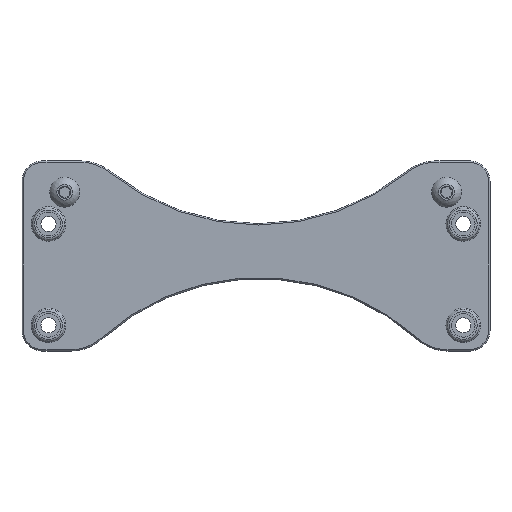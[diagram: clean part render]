
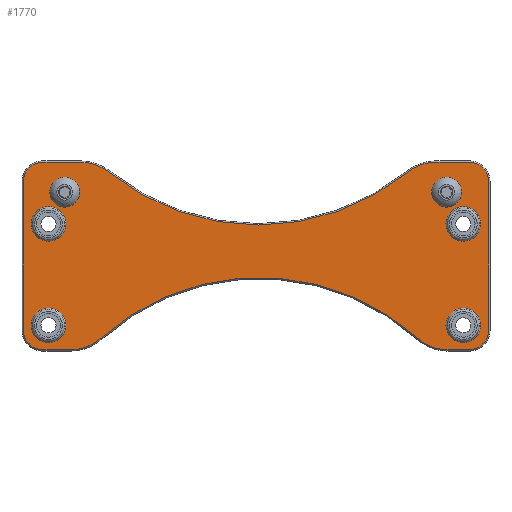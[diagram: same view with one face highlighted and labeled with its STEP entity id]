
A CAD part, top view. The second image highlights one B-rep face of the part: STEP entity #1770.
In plain terms, the highlighted planar face has unit normal (0, 0, 1).
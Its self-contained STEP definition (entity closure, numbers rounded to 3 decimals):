
#49=FACE_BOUND('',#284,.T.);
#50=FACE_BOUND('',#285,.T.);
#51=FACE_BOUND('',#286,.T.);
#52=FACE_BOUND('',#287,.T.);
#53=FACE_BOUND('',#288,.T.);
#54=FACE_BOUND('',#289,.T.);
#70=PLANE('',#1934);
#149=FACE_OUTER_BOUND('',#283,.T.);
#283=EDGE_LOOP('',(#1240,#1241,#1242,#1243,#1244,#1245,#1246,#1247,#1248,
#1249,#1250,#1251,#1252,#1253,#1254,#1255));
#284=EDGE_LOOP('',(#1256));
#285=EDGE_LOOP('',(#1257));
#286=EDGE_LOOP('',(#1258));
#287=EDGE_LOOP('',(#1259));
#288=EDGE_LOOP('',(#1260));
#289=EDGE_LOOP('',(#1261));
#436=LINE('',#2849,#564);
#437=LINE('',#2853,#565);
#438=LINE('',#2857,#566);
#439=LINE('',#2865,#567);
#440=LINE('',#2869,#568);
#441=LINE('',#2872,#569);
#564=VECTOR('',#2224,10.);
#565=VECTOR('',#2227,10.);
#566=VECTOR('',#2230,10.);
#567=VECTOR('',#2237,10.);
#568=VECTOR('',#2240,10.);
#569=VECTOR('',#2243,10.);
#701=CIRCLE('',#1933,1.95);
#702=CIRCLE('',#1935,8.75);
#703=CIRCLE('',#1936,45.25);
#704=CIRCLE('',#1937,8.75);
#705=CIRCLE('',#1938,3.75);
#706=CIRCLE('',#1939,3.75);
#707=CIRCLE('',#1940,8.75);
#708=CIRCLE('',#1941,45.25);
#709=CIRCLE('',#1942,8.75);
#710=CIRCLE('',#1943,3.75);
#711=CIRCLE('',#1944,3.75);
#712=CIRCLE('',#1945,1.95);
#713=CIRCLE('',#1946,3.3);
#714=CIRCLE('',#1947,3.3);
#715=CIRCLE('',#1948,3.3);
#716=CIRCLE('',#1949,3.3);
#824=VERTEX_POINT('',#2837);
#825=VERTEX_POINT('',#2841);
#826=VERTEX_POINT('',#2842);
#827=VERTEX_POINT('',#2844);
#828=VERTEX_POINT('',#2846);
#829=VERTEX_POINT('',#2848);
#830=VERTEX_POINT('',#2850);
#831=VERTEX_POINT('',#2852);
#832=VERTEX_POINT('',#2854);
#833=VERTEX_POINT('',#2856);
#834=VERTEX_POINT('',#2858);
#835=VERTEX_POINT('',#2860);
#836=VERTEX_POINT('',#2862);
#837=VERTEX_POINT('',#2864);
#838=VERTEX_POINT('',#2866);
#839=VERTEX_POINT('',#2868);
#840=VERTEX_POINT('',#2870);
#841=VERTEX_POINT('',#2873);
#842=VERTEX_POINT('',#2875);
#843=VERTEX_POINT('',#2877);
#844=VERTEX_POINT('',#2879);
#845=VERTEX_POINT('',#2881);
#975=EDGE_CURVE('',#824,#824,#701,.T.);
#977=EDGE_CURVE('',#825,#826,#702,.T.);
#978=EDGE_CURVE('',#827,#825,#703,.T.);
#979=EDGE_CURVE('',#828,#827,#704,.T.);
#980=EDGE_CURVE('',#829,#828,#436,.T.);
#981=EDGE_CURVE('',#830,#829,#705,.T.);
#982=EDGE_CURVE('',#831,#830,#437,.T.);
#983=EDGE_CURVE('',#832,#831,#706,.T.);
#984=EDGE_CURVE('',#833,#832,#438,.T.);
#985=EDGE_CURVE('',#834,#833,#707,.T.);
#986=EDGE_CURVE('',#835,#834,#708,.T.);
#987=EDGE_CURVE('',#836,#835,#709,.T.);
#988=EDGE_CURVE('',#837,#836,#439,.T.);
#989=EDGE_CURVE('',#838,#837,#710,.T.);
#990=EDGE_CURVE('',#839,#838,#440,.T.);
#991=EDGE_CURVE('',#840,#839,#711,.T.);
#992=EDGE_CURVE('',#826,#840,#441,.T.);
#993=EDGE_CURVE('',#841,#841,#712,.T.);
#994=EDGE_CURVE('',#842,#842,#713,.T.);
#995=EDGE_CURVE('',#843,#843,#714,.T.);
#996=EDGE_CURVE('',#844,#844,#715,.T.);
#997=EDGE_CURVE('',#845,#845,#716,.T.);
#1240=ORIENTED_EDGE('',*,*,#977,.F.);
#1241=ORIENTED_EDGE('',*,*,#978,.F.);
#1242=ORIENTED_EDGE('',*,*,#979,.F.);
#1243=ORIENTED_EDGE('',*,*,#980,.F.);
#1244=ORIENTED_EDGE('',*,*,#981,.F.);
#1245=ORIENTED_EDGE('',*,*,#982,.F.);
#1246=ORIENTED_EDGE('',*,*,#983,.F.);
#1247=ORIENTED_EDGE('',*,*,#984,.F.);
#1248=ORIENTED_EDGE('',*,*,#985,.F.);
#1249=ORIENTED_EDGE('',*,*,#986,.F.);
#1250=ORIENTED_EDGE('',*,*,#987,.F.);
#1251=ORIENTED_EDGE('',*,*,#988,.F.);
#1252=ORIENTED_EDGE('',*,*,#989,.F.);
#1253=ORIENTED_EDGE('',*,*,#990,.F.);
#1254=ORIENTED_EDGE('',*,*,#991,.F.);
#1255=ORIENTED_EDGE('',*,*,#992,.F.);
#1256=ORIENTED_EDGE('',*,*,#993,.F.);
#1257=ORIENTED_EDGE('',*,*,#994,.F.);
#1258=ORIENTED_EDGE('',*,*,#995,.F.);
#1259=ORIENTED_EDGE('',*,*,#996,.F.);
#1260=ORIENTED_EDGE('',*,*,#997,.F.);
#1261=ORIENTED_EDGE('',*,*,#975,.F.);
#1770=ADVANCED_FACE('',(#149,#49,#50,#51,#52,#53,#54),#70,.F.);
#1933=AXIS2_PLACEMENT_3D('',#2838,#2213,#2214);
#1934=AXIS2_PLACEMENT_3D('',#2840,#2216,#2217);
#1935=AXIS2_PLACEMENT_3D('',#2843,#2218,#2219);
#1936=AXIS2_PLACEMENT_3D('',#2845,#2220,#2221);
#1937=AXIS2_PLACEMENT_3D('',#2847,#2222,#2223);
#1938=AXIS2_PLACEMENT_3D('',#2851,#2225,#2226);
#1939=AXIS2_PLACEMENT_3D('',#2855,#2228,#2229);
#1940=AXIS2_PLACEMENT_3D('',#2859,#2231,#2232);
#1941=AXIS2_PLACEMENT_3D('',#2861,#2233,#2234);
#1942=AXIS2_PLACEMENT_3D('',#2863,#2235,#2236);
#1943=AXIS2_PLACEMENT_3D('',#2867,#2238,#2239);
#1944=AXIS2_PLACEMENT_3D('',#2871,#2241,#2242);
#1945=AXIS2_PLACEMENT_3D('',#2874,#2244,#2245);
#1946=AXIS2_PLACEMENT_3D('',#2876,#2246,#2247);
#1947=AXIS2_PLACEMENT_3D('',#2878,#2248,#2249);
#1948=AXIS2_PLACEMENT_3D('',#2880,#2250,#2251);
#1949=AXIS2_PLACEMENT_3D('',#2882,#2252,#2253);
#2213=DIRECTION('center_axis',(0.,0.,
1.));
#2214=DIRECTION('ref_axis',(-1.,0.,0.));
#2216=DIRECTION('center_axis',(0.,0.,
-1.));
#2217=DIRECTION('ref_axis',(0.,-1.,0.));
#2218=DIRECTION('center_axis',(0.,0.,
-1.));
#2219=DIRECTION('ref_axis',(-0.334,0.943,0.));
#2220=DIRECTION('center_axis',(0.,0.,
1.));
#2221=DIRECTION('ref_axis',(1.,0.,0.));
#2222=DIRECTION('center_axis',(0.,0.,
-1.));
#2223=DIRECTION('ref_axis',(0.334,0.943,0.));
#2224=DIRECTION('',(1.,0.,0.));
#2225=DIRECTION('center_axis',(0.,0.,
-1.));
#2226=DIRECTION('ref_axis',(-0.707,0.707,0.));
#2227=DIRECTION('',(0.,1.,0.));
#2228=DIRECTION('center_axis',(0.,0.,
-1.));
#2229=DIRECTION('ref_axis',(-0.707,-0.707,0.));
#2230=DIRECTION('',(-1.,0.,0.));
#2231=DIRECTION('center_axis',(0.,0.,
-1.));
#2232=DIRECTION('ref_axis',(0.358,-0.934,0.));
#2233=DIRECTION('center_axis',(0.,0.,
1.));
#2234=DIRECTION('ref_axis',(-1.,0.,0.));
#2235=DIRECTION('center_axis',(0.,0.,
-1.));
#2236=DIRECTION('ref_axis',(-0.358,-0.934,0.));
#2237=DIRECTION('',(-1.,0.,0.));
#2238=DIRECTION('center_axis',(0.,0.,
-1.));
#2239=DIRECTION('ref_axis',(0.707,-0.707,0.));
#2240=DIRECTION('',(0.,-1.,0.));
#2241=DIRECTION('center_axis',(0.,0.,
-1.));
#2242=DIRECTION('ref_axis',(0.707,0.707,0.));
#2243=DIRECTION('',(1.,0.,0.));
#2244=DIRECTION('center_axis',(0.,0.,
1.));
#2245=DIRECTION('ref_axis',(-1.,0.,0.));
#2246=DIRECTION('center_axis',(0.,0.,
1.));
#2247=DIRECTION('ref_axis',(0.,-1.,0.));
#2248=DIRECTION('center_axis',(0.,0.,
1.));
#2249=DIRECTION('ref_axis',(0.,1.,0.));
#2250=DIRECTION('center_axis',(0.,0.,
1.));
#2251=DIRECTION('ref_axis',(0.,1.,0.));
#2252=DIRECTION('center_axis',(0.,0.,
1.));
#2253=DIRECTION('ref_axis',(0.,1.,0.));
#2837=CARTESIAN_POINT('',(197.35,102.509,98.725));
#2838=CARTESIAN_POINT('Origin',(195.4,102.509,98.725));
#2840=CARTESIAN_POINT('Origin',(231.975,86.825,98.725));
#2841=CARTESIAN_POINT('',(260.875,106.303,98.725));
#2842=CARTESIAN_POINT('',(266.377,108.25,98.725));
#2843=CARTESIAN_POINT('Origin',(266.377,99.5,98.725));
#2844=CARTESIAN_POINT('',(203.966,106.303,98.725));
#2845=CARTESIAN_POINT('Origin',(232.42,141.487,98.725));
#2846=CARTESIAN_POINT('',(198.464,108.25,98.725));
#2847=CARTESIAN_POINT('Origin',(198.464,99.5,98.725));
#2848=CARTESIAN_POINT('',(191.25,108.25,98.725));
#2849=CARTESIAN_POINT('',(231.975,108.25,98.725));
#2850=CARTESIAN_POINT('',(187.5,104.5,98.725));
#2851=CARTESIAN_POINT('Origin',(191.25,104.5,98.725));
#2852=CARTESIAN_POINT('',(187.5,76.15,98.725));
#2853=CARTESIAN_POINT('',(187.5,90.325,98.725));
#2854=CARTESIAN_POINT('',(191.25,72.4,98.725));
#2855=CARTESIAN_POINT('Origin',(191.25,76.15,98.725));
#2856=CARTESIAN_POINT('',(196.524,72.4,98.725));
#2857=CARTESIAN_POINT('',(231.975,72.4,98.725));
#2858=CARTESIAN_POINT('',(202.37,74.639,98.725));
#2859=CARTESIAN_POINT('Origin',(196.524,81.15,98.725));
#2860=CARTESIAN_POINT('',(262.832,74.639,98.725));
#2861=CARTESIAN_POINT('Origin',(232.601,40.969,98.725));
#2862=CARTESIAN_POINT('',(268.677,72.4,98.725));
#2863=CARTESIAN_POINT('Origin',(268.677,81.15,98.725));
#2864=CARTESIAN_POINT('',(272.7,72.4,98.725));
#2865=CARTESIAN_POINT('',(231.975,72.4,98.725));
#2866=CARTESIAN_POINT('',(276.45,76.15,98.725));
#2867=CARTESIAN_POINT('Origin',(272.7,76.15,98.725));
#2868=CARTESIAN_POINT('',(276.45,104.5,98.725));
#2869=CARTESIAN_POINT('',(276.45,90.325,98.725));
#2870=CARTESIAN_POINT('',(272.7,108.25,98.725));
#2871=CARTESIAN_POINT('Origin',(272.7,104.5,98.725));
#2872=CARTESIAN_POINT('',(231.975,108.25,98.725));
#2873=CARTESIAN_POINT('',(270.35,102.509,98.725));
#2874=CARTESIAN_POINT('Origin',(268.4,102.509,98.725));
#2875=CARTESIAN_POINT('',(271.59,80.36,98.725));
#2876=CARTESIAN_POINT('Origin',(271.59,77.06,98.725));
#2877=CARTESIAN_POINT('',(271.59,93.14,98.725));
#2878=CARTESIAN_POINT('Origin',(271.59,96.44,98.725));
#2879=CARTESIAN_POINT('',(192.31,73.76,98.725));
#2880=CARTESIAN_POINT('Origin',(192.31,77.06,98.725));
#2881=CARTESIAN_POINT('',(192.31,93.14,98.725));
#2882=CARTESIAN_POINT('Origin',(192.31,96.44,98.725));
